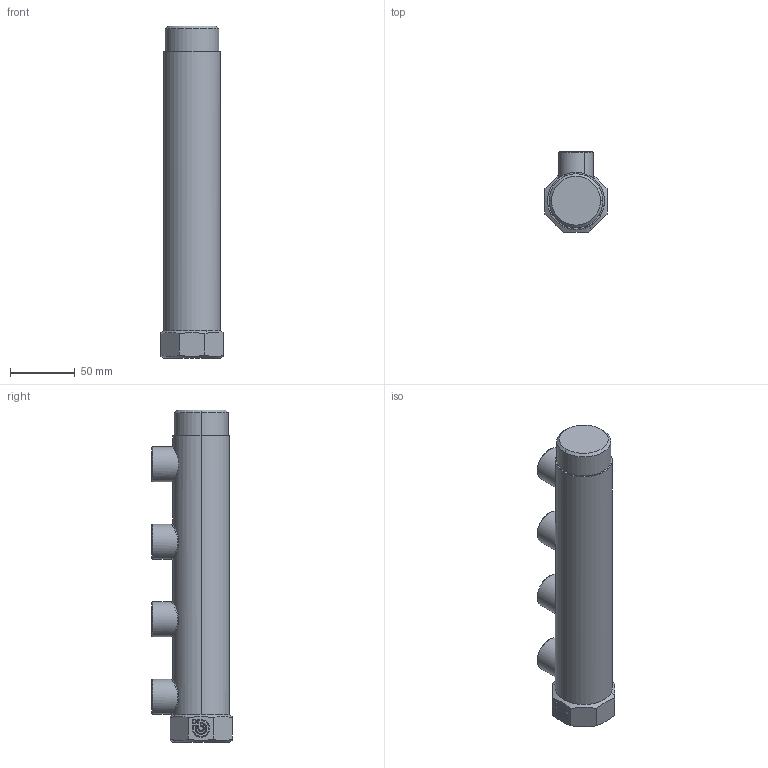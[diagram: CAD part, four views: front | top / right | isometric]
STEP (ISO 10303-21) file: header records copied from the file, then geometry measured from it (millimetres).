
FILE_DESCRIPTION(('CATIA V5 STEP Exchange'),'2;1');
FILE_NAME('STEP_592748_-_TST.stp','2017-07-07T09:08:29+00:00',('none'),('none'),'CATIA Version 5-6 Release 2014 SP5','CATIA V5 STEP AP203','none');
FILE_SCHEMA(('CONFIG_CONTROL_DESIGN'));
Length unit declared in the file: millimetre
Products named in the file (1): 592748 - TST_
Bounding box: 49.4 x 62 x 257 mm (x, y, z)
Volume: 434328.7 mm3; surface area: 45084.1 mm2
Topology: 1 solids, 1 shells, 217 faces, 544 edges, 308 vertices
Faces by surface type: bspline 75, cylinder 72, torus 25, plane 23, cone 14, sphere 8
Entity records: 19009 total; most frequent: CARTESIAN_POINT 14884, ORIENTED_EDGE 1030, EDGE_CURVE 515, DIRECTION 484, VERTEX_POINT 308, B_SPLINE_CURVE_WITH_KNOTS 283, AXIS2_PLACEMENT_3D 237, EDGE_LOOP 225
